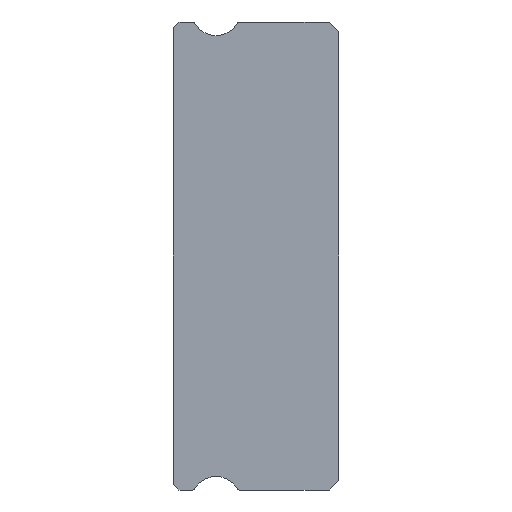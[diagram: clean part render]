
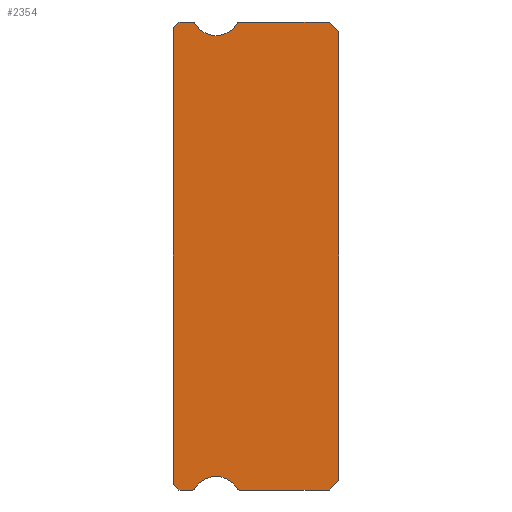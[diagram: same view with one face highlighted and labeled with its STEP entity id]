
A CAD part, left-side view. The second image highlights one B-rep face of the part: STEP entity #2354.
In plain terms, the highlighted planar face has unit normal (-1, 0, 0).
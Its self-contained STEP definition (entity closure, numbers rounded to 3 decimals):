
#42 = VERTEX_POINT ( 'NONE', #3133 ) ;
#45 = EDGE_CURVE ( 'NONE', #2890, #3663, #3101, .T. ) ;
#83 = CARTESIAN_POINT ( 'NONE',  ( -20., 5.088, -12. ) ) ;
#90 = DIRECTION ( 'NONE',  ( 1., 0., 0. ) ) ;
#91 = CIRCLE ( 'NONE', #1243, 1.25 ) ;
#95 = ORIENTED_EDGE ( 'NONE', *, *, #3436, .F. ) ;
#127 = EDGE_CURVE ( 'NONE', #577, #421, #3509, .T. ) ;
#136 = CARTESIAN_POINT ( 'NONE',  ( -20., 8.2, -12. ) ) ;
#164 = CIRCLE ( 'NONE', #2301, 0.15 ) ;
#188 = DIRECTION ( 'NONE',  ( 0., -1., 0. ) ) ;
#195 = DIRECTION ( 'NONE',  ( -1., 0., 0. ) ) ;
#280 = VERTEX_POINT ( 'NONE', #1975 ) ;
#293 = EDGE_CURVE ( 'NONE', #3663, #280, #901, .T. ) ;
#306 = VECTOR ( 'NONE', #3273, 1000. ) ;
#371 = ORIENTED_EDGE ( 'NONE', *, *, #45, .F. ) ;
#383 = VECTOR ( 'NONE', #3955, 1000. ) ;
#401 = EDGE_CURVE ( 'NONE', #42, #1758, #3008, .T. ) ;
#421 = VERTEX_POINT ( 'NONE', #470 ) ;
#465 = DIRECTION ( 'NONE',  ( 0., 0.707, -0.707 ) ) ;
#470 = CARTESIAN_POINT ( 'NONE',  ( -20., 8.5, 11.7 ) ) ;
#484 = VERTEX_POINT ( 'NONE', #2810 ) ;
#503 = CARTESIAN_POINT ( 'NONE',  ( -20., 7.512, 11.85 ) ) ;
#525 = CARTESIAN_POINT ( 'NONE',  ( -20., 7.512, -12. ) ) ;
#531 = DIRECTION ( 'NONE',  ( 0., 0., -1. ) ) ;
#532 = CARTESIAN_POINT ( 'NONE',  ( -20., 6.3, 12.55 ) ) ;
#575 = DIRECTION ( 'NONE',  ( 1., 0., 0. ) ) ;
#577 = VERTEX_POINT ( 'NONE', #2578 ) ;
#610 = VERTEX_POINT ( 'NONE', #2558 ) ;
#618 = CARTESIAN_POINT ( 'NONE',  ( -20., 8.5, 11.7 ) ) ;
#631 = ORIENTED_EDGE ( 'NONE', *, *, #127, .F. ) ;
#684 = ORIENTED_EDGE ( 'NONE', *, *, #1031, .F. ) ;
#698 = VECTOR ( 'NONE', #3061, 1000. ) ;
#706 = AXIS2_PLACEMENT_3D ( 'NONE', #864, #575, #531 ) ;
#711 = CARTESIAN_POINT ( 'NONE',  ( -20., 8.2, 12. ) ) ;
#772 = ORIENTED_EDGE ( 'NONE', *, *, #3573, .F. ) ;
#864 = CARTESIAN_POINT ( 'NONE',  ( -20., 7.512, 11.85 ) ) ;
#901 = LINE ( 'NONE', #2256, #2568 ) ;
#933 = CARTESIAN_POINT ( 'NONE',  ( -20., 6.3, 12.55 ) ) ;
#999 = DIRECTION ( 'NONE',  ( 1., 0., 0. ) ) ;
#1006 = DIRECTION ( 'NONE',  ( 0., 1., 0. ) ) ;
#1031 = EDGE_CURVE ( 'NONE', #2031, #1895, #164, .T. ) ;
#1040 = LINE ( 'NONE', #618, #1917 ) ;
#1043 = ORIENTED_EDGE ( 'NONE', *, *, #1936, .F. ) ;
#1046 = AXIS2_PLACEMENT_3D ( 'NONE', #933, #1271, #1244 ) ;
#1087 = EDGE_CURVE ( 'NONE', #2553, #3779, #3982, .T. ) ;
#1146 = DIRECTION ( 'NONE',  ( 0., 0., 1. ) ) ;
#1222 = AXIS2_PLACEMENT_3D ( 'NONE', #4180, #2521, #3156 ) ;
#1243 = AXIS2_PLACEMENT_3D ( 'NONE', #2803, #3783, #3831 ) ;
#1244 = DIRECTION ( 'NONE',  ( 0., 0., -1. ) ) ;
#1271 = DIRECTION ( 'NONE',  ( -1., 0., 0. ) ) ;
#1371 = EDGE_CURVE ( 'NONE', #1736, #1895, #1884, .T. ) ;
#1386 = DIRECTION ( 'NONE',  ( 0., -0.707, -0.707 ) ) ;
#1389 = CARTESIAN_POINT ( 'NONE',  ( -20., 8.2, -12. ) ) ;
#1424 = EDGE_CURVE ( 'NONE', #610, #484, #4273, .T. ) ;
#1450 = VECTOR ( 'NONE', #465, 1000. ) ;
#1552 = DIRECTION ( 'NONE',  ( 0., 0., -1. ) ) ;
#1613 = CARTESIAN_POINT ( 'NONE',  ( -20., 5.217, -11.925 ) ) ;
#1640 = DIRECTION ( 'NONE',  ( 0., 0.707, -0.707 ) ) ;
#1681 = ORIENTED_EDGE ( 'NONE', *, *, #4231, .F. ) ;
#1697 = CIRCLE ( 'NONE', #4139, 1.25 ) ;
#1719 = DIRECTION ( 'NONE',  ( 0., 0., -1. ) ) ;
#1736 = VERTEX_POINT ( 'NONE', #136 ) ;
#1758 = VERTEX_POINT ( 'NONE', #83 ) ;
#1762 = CARTESIAN_POINT ( 'NONE',  ( -20., 5.217, 11.925 ) ) ;
#1884 = LINE ( 'NONE', #525, #3897 ) ;
#1895 = VERTEX_POINT ( 'NONE', #2600 ) ;
#1917 = VECTOR ( 'NONE', #1640, 1000. ) ;
#1936 = EDGE_CURVE ( 'NONE', #610, #42, #3520, .T. ) ;
#1949 = EDGE_CURVE ( 'NONE', #3806, #2031, #91, .T. ) ;
#1975 = CARTESIAN_POINT ( 'NONE',  ( -20., 0.5, 12. ) ) ;
#2031 = VERTEX_POINT ( 'NONE', #3472 ) ;
#2052 = AXIS2_PLACEMENT_3D ( 'NONE', #3387, #999, #1719 ) ;
#2120 = CARTESIAN_POINT ( 'NONE',  ( -20., 8.5, 11.85 ) ) ;
#2123 = PLANE ( 'NONE',  #3409 ) ;
#2137 = EDGE_CURVE ( 'NONE', #3508, #3931, #4064, .T. ) ;
#2143 = ORIENTED_EDGE ( 'NONE', *, *, #2907, .T. ) ;
#2173 = VECTOR ( 'NONE', #1386, 1000. ) ;
#2175 = CARTESIAN_POINT ( 'NONE',  ( -20., 0., -11.5 ) ) ;
#2187 = CIRCLE ( 'NONE', #2052, 0.15 ) ;
#2214 = VECTOR ( 'NONE', #1006, 1000. ) ;
#2256 = CARTESIAN_POINT ( 'NONE',  ( -20., 7.512, 12. ) ) ;
#2299 = CARTESIAN_POINT ( 'NONE',  ( -20., 7.512, 12. ) ) ;
#2301 = AXIS2_PLACEMENT_3D ( 'NONE', #3254, #2905, #2948 ) ;
#2354 = ADVANCED_FACE ( 'NONE', ( #3485 ), #2123, .F. ) ;
#2478 = ORIENTED_EDGE ( 'NONE', *, *, #1949, .F. ) ;
#2521 = DIRECTION ( 'NONE',  ( 1., 0., 0. ) ) ;
#2553 = VERTEX_POINT ( 'NONE', #2299 ) ;
#2556 = ORIENTED_EDGE ( 'NONE', *, *, #1371, .T. ) ;
#2558 = CARTESIAN_POINT ( 'NONE',  ( -20., 0., -11.5 ) ) ;
#2568 = VECTOR ( 'NONE', #4321, 1000. ) ;
#2578 = CARTESIAN_POINT ( 'NONE',  ( -20., 8.5, -11.7 ) ) ;
#2600 = CARTESIAN_POINT ( 'NONE',  ( -20., 7.512, -12. ) ) ;
#2690 = CARTESIAN_POINT ( 'NONE',  ( -20., 7.512, -12. ) ) ;
#2753 = ORIENTED_EDGE ( 'NONE', *, *, #3764, .T. ) ;
#2762 = CARTESIAN_POINT ( 'NONE',  ( -20., 7.383, 11.925 ) ) ;
#2803 = CARTESIAN_POINT ( 'NONE',  ( -20., 6.3, -12.55 ) ) ;
#2810 = CARTESIAN_POINT ( 'NONE',  ( -20., 0., 11.5 ) ) ;
#2833 = VECTOR ( 'NONE', #1146, 1000. ) ;
#2850 = ORIENTED_EDGE ( 'NONE', *, *, #2137, .F. ) ;
#2890 = VERTEX_POINT ( 'NONE', #1762 ) ;
#2905 = DIRECTION ( 'NONE',  ( 1., 0., 0. ) ) ;
#2907 = EDGE_CURVE ( 'NONE', #577, #1736, #4101, .T. ) ;
#2948 = DIRECTION ( 'NONE',  ( 0., 0., -1. ) ) ;
#3008 = LINE ( 'NONE', #2690, #2214 ) ;
#3040 = CARTESIAN_POINT ( 'NONE',  ( -20., 0.5, 12. ) ) ;
#3058 = LINE ( 'NONE', #3040, #2173 ) ;
#3061 = DIRECTION ( 'NONE',  ( 0., -0.707, -0.707 ) ) ;
#3101 = CIRCLE ( 'NONE', #1222, 0.15 ) ;
#3133 = CARTESIAN_POINT ( 'NONE',  ( -20., 0.5, -12. ) ) ;
#3156 = DIRECTION ( 'NONE',  ( 0., 0., -1. ) ) ;
#3160 = EDGE_CURVE ( 'NONE', #3931, #2890, #1697, .T. ) ;
#3207 = ORIENTED_EDGE ( 'NONE', *, *, #3160, .F. ) ;
#3254 = CARTESIAN_POINT ( 'NONE',  ( -20., 7.512, -11.85 ) ) ;
#3273 = DIRECTION ( 'NONE',  ( 0., 1., 0. ) ) ;
#3386 = ORIENTED_EDGE ( 'NONE', *, *, #1087, .T. ) ;
#3387 = CARTESIAN_POINT ( 'NONE',  ( -20., 5.088, -11.85 ) ) ;
#3409 = AXIS2_PLACEMENT_3D ( 'NONE', #503, #90, #3797 ) ;
#3434 = CARTESIAN_POINT ( 'NONE',  ( -20., 6.3, 11.3 ) ) ;
#3436 = EDGE_CURVE ( 'NONE', #1758, #3806, #2187, .T. ) ;
#3472 = CARTESIAN_POINT ( 'NONE',  ( -20., 7.383, -11.925 ) ) ;
#3485 = FACE_OUTER_BOUND ( 'NONE', #4340, .T. ) ;
#3508 = VERTEX_POINT ( 'NONE', #2762 ) ;
#3509 = LINE ( 'NONE', #2120, #2833 ) ;
#3520 = LINE ( 'NONE', #2175, #1450 ) ;
#3557 = CARTESIAN_POINT ( 'NONE',  ( -20., 0., 11.5 ) ) ;
#3573 = EDGE_CURVE ( 'NONE', #2553, #3508, #4076, .T. ) ;
#3663 = VERTEX_POINT ( 'NONE', #4369 ) ;
#3707 = ORIENTED_EDGE ( 'NONE', *, *, #401, .F. ) ;
#3764 = EDGE_CURVE ( 'NONE', #3779, #421, #1040, .T. ) ;
#3779 = VERTEX_POINT ( 'NONE', #711 ) ;
#3783 = DIRECTION ( 'NONE',  ( -1., 0., 0. ) ) ;
#3797 = DIRECTION ( 'NONE',  ( 0., 0., -1. ) ) ;
#3806 = VERTEX_POINT ( 'NONE', #1613 ) ;
#3831 = DIRECTION ( 'NONE',  ( 0., 0., -1. ) ) ;
#3897 = VECTOR ( 'NONE', #188, 1000. ) ;
#3931 = VERTEX_POINT ( 'NONE', #3434 ) ;
#3955 = DIRECTION ( 'NONE',  ( 0., 0., 1. ) ) ;
#3982 = LINE ( 'NONE', #4277, #306 ) ;
#4064 = CIRCLE ( 'NONE', #1046, 1.25 ) ;
#4076 = CIRCLE ( 'NONE', #706, 0.15 ) ;
#4101 = LINE ( 'NONE', #1389, #698 ) ;
#4139 = AXIS2_PLACEMENT_3D ( 'NONE', #532, #195, #1552 ) ;
#4180 = CARTESIAN_POINT ( 'NONE',  ( -20., 5.088, 11.85 ) ) ;
#4192 = ORIENTED_EDGE ( 'NONE', *, *, #293, .F. ) ;
#4226 = ORIENTED_EDGE ( 'NONE', *, *, #1424, .T. ) ;
#4231 = EDGE_CURVE ( 'NONE', #280, #484, #3058, .T. ) ;
#4273 = LINE ( 'NONE', #3557, #383 ) ;
#4277 = CARTESIAN_POINT ( 'NONE',  ( -20., 8.2, 12. ) ) ;
#4321 = DIRECTION ( 'NONE',  ( 0., -1., 0. ) ) ;
#4340 = EDGE_LOOP ( 'NONE', ( #631, #2143, #2556, #684, #2478, #95, #3707, #1043, #4226, #1681, #4192, #371, #3207, #2850, #772, #3386, #2753 ) ) ;
#4369 = CARTESIAN_POINT ( 'NONE',  ( -20., 5.088, 12. ) ) ;
